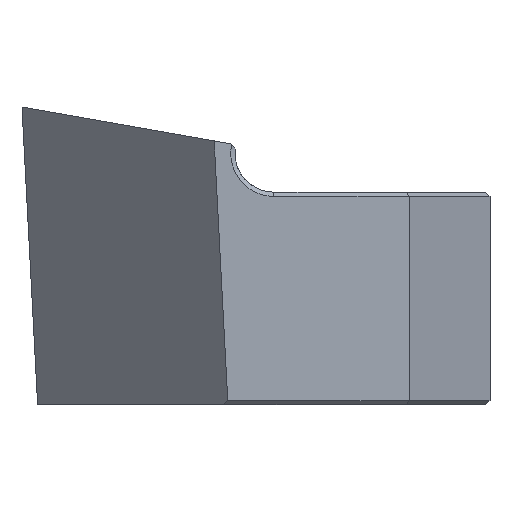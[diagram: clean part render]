
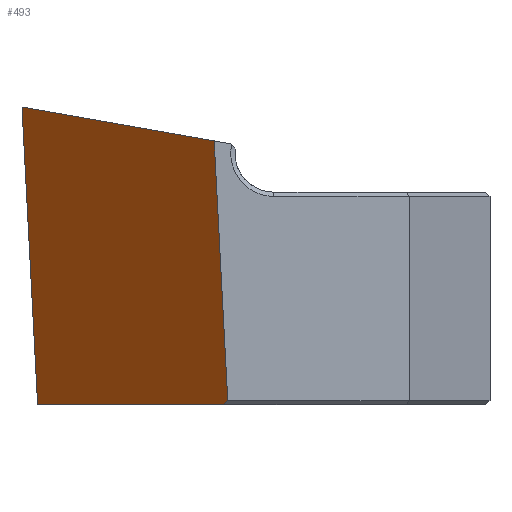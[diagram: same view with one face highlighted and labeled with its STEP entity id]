
A CAD part, left-side view. The second image highlights one B-rep face of the part: STEP entity #493.
In plain terms, the highlighted planar face has unit normal (-0.707, 0.707, -0.037).
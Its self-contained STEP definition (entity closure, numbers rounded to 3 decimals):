
#59 = ORIENTED_EDGE ( 'NONE', *, *, #878, .F. ) ;
#63 = DIRECTION ( 'NONE',  ( 0., 0.052, 0.999 ) ) ;
#77 = PLANE ( 'NONE',  #237 ) ;
#97 = VERTEX_POINT ( 'NONE', #375 ) ;
#110 = EDGE_LOOP ( 'NONE', ( #305, #622, #876, #468, #59 ) ) ;
#143 = VERTEX_POINT ( 'NONE', #780 ) ;
#149 = CARTESIAN_POINT ( 'NONE',  ( -9., 12.283, -0.644 ) ) ;
#152 = EDGE_CURVE ( 'NONE', #681, #155, #462, .T. ) ;
#155 = VERTEX_POINT ( 'NONE', #265 ) ;
#187 = VECTOR ( 'NONE', #299, 1000. ) ;
#237 = AXIS2_PLACEMENT_3D ( 'NONE', #415, #737, #1071 ) ;
#265 = CARTESIAN_POINT ( 'NONE',  ( -9., 12.967, 12.407 ) ) ;
#274 = DIRECTION ( 'NONE',  ( 0.707, 0.707, 0. ) ) ;
#294 = DIRECTION ( 'NONE',  ( -0.587, -0.557, 0.587 ) ) ;
#299 = DIRECTION ( 'NONE',  ( 0.698, 0.705, 0.124 ) ) ;
#305 = ORIENTED_EDGE ( 'NONE', *, *, #682, .F. ) ;
#325 = LINE ( 'NONE', #636, #804 ) ;
#340 = EDGE_CURVE ( 'NONE', #97, #681, #695, .T. ) ;
#354 = VECTOR ( 'NONE', #63, 1000. ) ;
#355 = CARTESIAN_POINT ( 'NONE',  ( -9., 12.327, 0.2 ) ) ;
#375 = CARTESIAN_POINT ( 'NONE',  ( -8.8, 12.516, 0. ) ) ;
#415 = CARTESIAN_POINT ( 'NONE',  ( -0.05, 21.208, -1.111 ) ) ;
#462 = LINE ( 'NONE', #149, #354 ) ;
#468 = ORIENTED_EDGE ( 'NONE', *, *, #776, .T. ) ;
#493 = ADVANCED_FACE ( 'NONE', ( #812 ), #77, .F. ) ;
#577 = CARTESIAN_POINT ( 'NONE',  ( -0.05, 21.266, 0. ) ) ;
#622 = ORIENTED_EDGE ( 'NONE', *, *, #340, .T. ) ;
#636 = CARTESIAN_POINT ( 'NONE',  ( -0.05, 21.208, -1.111 ) ) ;
#676 = LINE ( 'NONE', #1009, #723 ) ;
#681 = VERTEX_POINT ( 'NONE', #355 ) ;
#682 = EDGE_CURVE ( 'NONE', #97, #962, #676, .T. ) ;
#695 = LINE ( 'NONE', #1031, #920 ) ;
#700 = LINE ( 'NONE', #1037, #187 ) ;
#723 = VECTOR ( 'NONE', #274, 1000. ) ;
#737 = DIRECTION ( 'NONE',  ( 0.707, -0.707, 0.037 ) ) ;
#776 = EDGE_CURVE ( 'NONE', #155, #143, #700, .T. ) ;
#780 = CARTESIAN_POINT ( 'NONE',  ( -0.05, 22., 14. ) ) ;
#804 = VECTOR ( 'NONE', #979, 1000. ) ;
#812 = FACE_OUTER_BOUND ( 'NONE', #110, .T. ) ;
#876 = ORIENTED_EDGE ( 'NONE', *, *, #152, .T. ) ;
#878 = EDGE_CURVE ( 'NONE', #962, #143, #325, .T. ) ;
#920 = VECTOR ( 'NONE', #294, 1000. ) ;
#962 = VERTEX_POINT ( 'NONE', #577 ) ;
#979 = DIRECTION ( 'NONE',  ( 0., 0.052, 0.999 ) ) ;
#1009 = CARTESIAN_POINT ( 'NONE',  ( -10.658, 10.658, 0. ) ) ;
#1031 = CARTESIAN_POINT ( 'NONE',  ( -11.787, 9.686, 2.987 ) ) ;
#1037 = CARTESIAN_POINT ( 'NONE',  ( -1.751, 20.283, 13.697 ) ) ;
#1071 = DIRECTION ( 'NONE',  ( 0.707, 0.707, 0. ) ) ;
